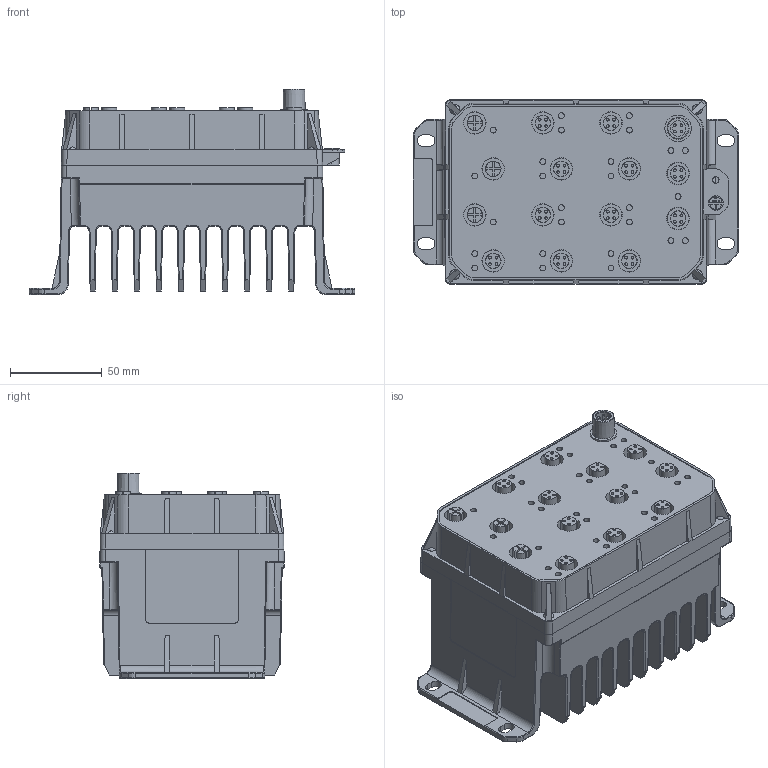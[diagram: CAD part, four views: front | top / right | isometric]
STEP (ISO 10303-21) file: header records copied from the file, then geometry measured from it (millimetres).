
FILE_DESCRIPTION((''),'2;1');
FILE_NAME('0-AQUAM8012A-QULEI_ASM_ASM_ASM','2023-12-04T',('jitianxu'),(''),'PRO/ENGINEER BY PARAMETRIC TECHNOLOGY CORPORATION, 2009360','PRO/ENGINEER BY PARAMETRIC TECHNOLOGY CORPORATION, 2009360','');
FILE_SCHEMA(('AUTOMOTIVE_DESIGN_CC2 { 1 2 10303 214 -1 1 5 2 }'));
Length unit declared in the file: millimetre
Products named in the file (22): AQUAM8012A-COVER_3_1; MANIFOLD_SOLID_BREP_70149; MANIFOLD_SOLID_BREP_71108; MANIFOLD_SOLID_BREP_72067; MANIFOLD_SOLID_BREP_73026; MANIFOLD_SOLID_BREP_73985; MANIFOLD_SOLID_BREP_74944; MANIFOLD_SOLID_BREP_75903_1; MANIFOLD_SOLID_BREP_76862; MANIFOLD_SOLID_BREP_77821; MANIFOLD_SOLID_BREP_78780; MANIFOLD_SOLID_BREP_79739; MANIFOLD_SOLID_BREP_80419; MANIFOLD_SOLID_BREP_81099; MANIFOLD_SOLID_BREP_81779; PCB-IB_2_1_ASM_ASM_ASM; 00-PCB-IB_ASM_1_ASM_1_ASM_ASM_A_ASM; 0-AQUAM8012A_ASM_13_ASM_1_ASM_A_ASM; 0-AQUAM8012A_ASM_ASM_1_ASM_ASM__ASM; 0-AQUAM8012A-__ASM_ASM_ASM_ASM; AQUAM8012A-BASE_1; 0-AQUAM8012A-QULEI_ASM_ASM_ASM
Assembly tree (22 placements, depth 7):
  0-AQUAM8012A-QULEI_ASM_ASM_ASM
    0-AQUAM8012A-__ASM_ASM_ASM_ASM
      0-AQUAM8012A_ASM_ASM_1_ASM_ASM__ASM
        0-AQUAM8012A_ASM_13_ASM_1_ASM_A_ASM
          AQUAM8012A-COVER_3_1
          00-PCB-IB_ASM_1_ASM_1_ASM_ASM_A_ASM
            PCB-IB_2_1_ASM_ASM_ASM
              MANIFOLD_SOLID_BREP_70149
              MANIFOLD_SOLID_BREP_71108
              MANIFOLD_SOLID_BREP_72067
              MANIFOLD_SOLID_BREP_73026
              MANIFOLD_SOLID_BREP_73985
              MANIFOLD_SOLID_BREP_74944
              MANIFOLD_SOLID_BREP_75903_1
              MANIFOLD_SOLID_BREP_76862
              MANIFOLD_SOLID_BREP_77821
              MANIFOLD_SOLID_BREP_78780
              MANIFOLD_SOLID_BREP_79739
              MANIFOLD_SOLID_BREP_80419
              MANIFOLD_SOLID_BREP_81099
              MANIFOLD_SOLID_BREP_81779
    MANIFOLD_SOLID_BREP_75903_1
    AQUAM8012A-BASE_1
Bounding box: 177 x 100.35 x 111.65 mm (x, y, z)
Volume: 365578.3 mm3; surface area: 229080.9 mm2
Topology: 17 solids, 25 shells, 2000 faces, 5478 edges, 3608 vertices
Faces by surface type: cylinder 807, plane 806, cone 290, bspline 57, torus 24, sphere 16
Entity records: 83850 total; most frequent: CARTESIAN_POINT 20787, ORIENTED_EDGE 10784, DIRECTION 9327, EDGE_CURVE 5400, PRESENTATION_STYLE_ASSIGNMENT 3805, STYLED_ITEM 3805, VERTEX_POINT 3572, CURVE_STYLE 3484
